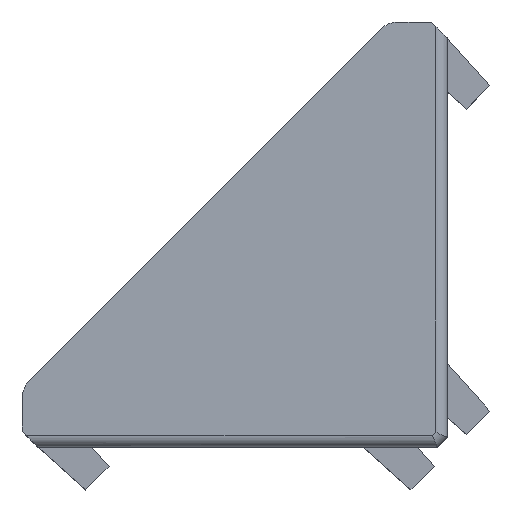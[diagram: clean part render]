
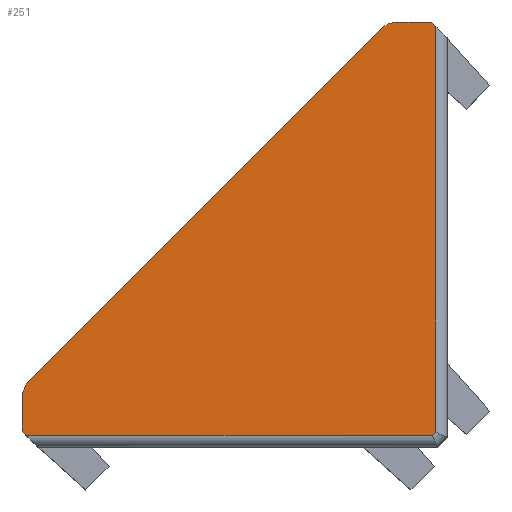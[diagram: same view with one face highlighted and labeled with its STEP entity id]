
A CAD part, top view. The second image highlights one B-rep face of the part: STEP entity #251.
In plain terms, the highlighted planar face has unit normal (0.012, -0.012, 1).
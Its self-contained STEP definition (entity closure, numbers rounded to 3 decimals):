
#251=ADVANCED_FACE('NONE',(#656),#657,.T.);
#656=FACE_OUTER_BOUND('',#1223,.T.);
#657=PLANE('',#1224);
#1223=EDGE_LOOP('',(#2170,#2171,#2172,#2173,#2174,#2175,#2176,#2177,#2178,#2179));
#1224=AXIS2_PLACEMENT_3D('',#2180,#2181,#2182);
#2170=ORIENTED_EDGE('',*,*,#3579,.T.);
#2171=ORIENTED_EDGE('',*,*,#3669,.T.);
#2172=ORIENTED_EDGE('',*,*,#3670,.T.);
#2173=ORIENTED_EDGE('',*,*,#3671,.T.);
#2174=ORIENTED_EDGE('',*,*,#3564,.T.);
#2175=ORIENTED_EDGE('',*,*,#3667,.T.);
#2176=ORIENTED_EDGE('',*,*,#3643,.T.);
#2177=ORIENTED_EDGE('',*,*,#3629,.T.);
#2178=ORIENTED_EDGE('',*,*,#3648,.T.);
#2179=ORIENTED_EDGE('',*,*,#3651,.T.);
#2180=CARTESIAN_POINT('',(-2.799,17.707,9.0));
#2181=DIRECTION('',(0.012,-0.012,1.));
#2182=DIRECTION('',(-0.707,-0.707,0.0));
#3564=EDGE_CURVE('NONE',#4306,#4307,#4308,.T.);
#3579=EDGE_CURVE('NONE',#4332,#4330,#4333,.T.);
#3629=EDGE_CURVE('NONE',#4419,#4417,#4420,.T.);
#3643=EDGE_CURVE('NONE',#4439,#4419,#4440,.T.);
#3648=EDGE_CURVE('NONE',#4417,#4445,#4447,.T.);
#3651=EDGE_CURVE('NONE',#4445,#4332,#4450,.T.);
#3667=EDGE_CURVE('NONE',#4307,#4439,#4472,.T.);
#3669=EDGE_CURVE('NONE',#4330,#4474,#4475,.T.);
#3670=EDGE_CURVE('NONE',#4474,#4476,#4477,.T.);
#3671=EDGE_CURVE('NONE',#4476,#4306,#4478,.T.);
#4306=VERTEX_POINT('NONE',#5606);
#4307=VERTEX_POINT('NONE',#5607);
#4308=LINE('',#5608,#5609);
#4330=VERTEX_POINT('NONE',#5670);
#4332=VERTEX_POINT('NONE',#5682);
#4333=LINE('',#5683,#5684);
#4417=VERTEX_POINT('NONE',#5918);
#4419=VERTEX_POINT('NONE',#5921);
#4420=LINE('',#5922,#5923);
#4439=VERTEX_POINT('NONE',#5983);
#4440=(B_SPLINE_CURVE(3,(#5985,#5986,#5987,#5988),.UNSPECIFIED.,.F.,.F.)B_SPLINE_CURVE_WITH_KNOTS((4,4),(2.356,3.142),.UNSPECIFIED.)RATIONAL_B_SPLINE_CURVE((1.0,0.949,0.949,1.0))BOUNDED_CURVE()REPRESENTATION_ITEM('')GEOMETRIC_REPRESENTATION_ITEM()CURVE());
#4445=VERTEX_POINT('NONE',#6010);
#4447=(B_SPLINE_CURVE(3,(#6014,#6015,#6016,#6017),.UNSPECIFIED.,.F.,.F.)B_SPLINE_CURVE_WITH_KNOTS((4,4),(3.142,3.927),.UNSPECIFIED.)RATIONAL_B_SPLINE_CURVE((1.0,0.949,0.949,1.0))BOUNDED_CURVE()REPRESENTATION_ITEM('')GEOMETRIC_REPRESENTATION_ITEM()CURVE());
#4450=LINE('',#6027,#6028);
#4472=LINE('',#6061,#6062);
#4474=VERTEX_POINT('NONE',#6064);
#4475=LINE('',#6065,#6066);
#4476=VERTEX_POINT('NONE',#6067);
#4477=LINE('',#6068,#6069);
#4478=LINE('',#6070,#6071);
#5606=CARTESIAN_POINT('',(-0.494,17.818,8.973));
#5607=CARTESIAN_POINT('',(-0.676,18.0,8.977));
#5608=CARTESIAN_POINT('',(-0.676,18.,8.977));
#5609=VECTOR('',#7036,1000.0);
#5670=CARTESIAN_POINT('',(-17.818,0.494,8.973));
#5682=CARTESIAN_POINT('',(-18.0,0.676,8.977));
#5683=CARTESIAN_POINT('',(-18.,0.676,8.977));
#5684=VECTOR('',#7046,1000.0);
#5918=CARTESIAN_POINT('',(-17.707,2.799,9.0));
#5921=CARTESIAN_POINT('',(-2.799,17.707,9.0));
#5922=CARTESIAN_POINT('',(-2.799,17.707,9.0));
#5923=VECTOR('',#7078,1000.0);
#5983=CARTESIAN_POINT('',(-2.092,18.0,8.995));
#5985=CARTESIAN_POINT('',(-2.092,18.0,8.995));
#5986=CARTESIAN_POINT('',(-2.361,18.0,8.998));
#5987=CARTESIAN_POINT('',(-2.609,17.897,9.0));
#5988=CARTESIAN_POINT('',(-2.799,17.707,9.0));
#6010=CARTESIAN_POINT('',(-18.0,2.092,8.995));
#6014=CARTESIAN_POINT('',(-17.707,2.799,9.0));
#6015=CARTESIAN_POINT('',(-17.897,2.609,9.0));
#6016=CARTESIAN_POINT('',(-18.0,2.361,8.998));
#6017=CARTESIAN_POINT('',(-18.0,2.092,8.995));
#6027=CARTESIAN_POINT('',(-18.0,2.092,8.995));
#6028=VECTOR('',#7089,1000.0);
#6061=CARTESIAN_POINT('',(-0.676,18.0,8.977));
#6062=VECTOR('',#7101,1000.0);
#6064=CARTESIAN_POINT('',(-0.625,0.494,8.761));
#6065=CARTESIAN_POINT('',(-0.424,0.494,8.758));
#6066=VECTOR('',#7102,1000.0);
#6067=CARTESIAN_POINT('',(-0.494,0.625,8.761));
#6068=CARTESIAN_POINT('',(-0.347,0.772,8.761));
#6069=VECTOR('',#7103,1000.0);
#6070=CARTESIAN_POINT('',(-0.494,17.324,8.967));
#6071=VECTOR('',#7104,1000.0);
#7036=DIRECTION('',(-0.707,0.707,0.017));
#7046=DIRECTION('',(0.707,-0.707,-0.017));
#7078=DIRECTION('',(-0.707,-0.707,0.0));
#7089=DIRECTION('',(0.,-1.,-0.012));
#7101=DIRECTION('',(-1.,0.0,0.012));
#7102=DIRECTION('',(1.,0.,-0.012));
#7103=DIRECTION('',(0.707,0.707,0.));
#7104=DIRECTION('',(0.,1.,0.012));
